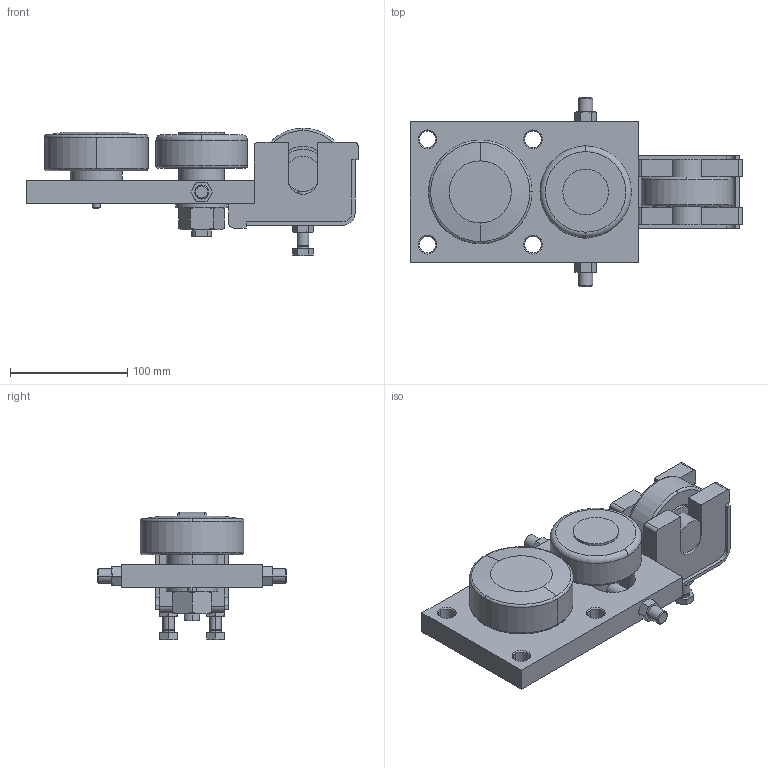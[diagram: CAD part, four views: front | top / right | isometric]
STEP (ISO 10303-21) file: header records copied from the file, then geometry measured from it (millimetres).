
FILE_DESCRIPTION(('STEP AP214'),'1');
FILE_NAME('jt_2_058_d_0.stp','2021-05-27T03:36:14',('TraceParts'),('TraceParts S.A.'),'Spatial InterOp 3D',' ',' ');
FILE_SCHEMA(('AUTOMOTIVE_DESIGN { 1 0 10303 214 1 1 1 1 }'));
Length unit declared in the file: millimetre
Products named in the file (1): jt_2_058_d_0_1
Bounding box: 283.5 x 162 x 109 mm (x, y, z)
Volume: 1136367.6 mm3; surface area: 178268.2 mm2
Topology: 3 solids, 3 shells, 341 faces, 809 edges, 503 vertices
Faces by surface type: plane 139, cone 108, cylinder 82, torus 12
Entity records: 10295 total; most frequent: CARTESIAN_POINT 2436, DIRECTION 1690, ORIENTED_EDGE 1618, EDGE_CURVE 809, AXIS2_PLACEMENT_3D 645, VERTEX_POINT 503, LINE 400, VECTOR 400
